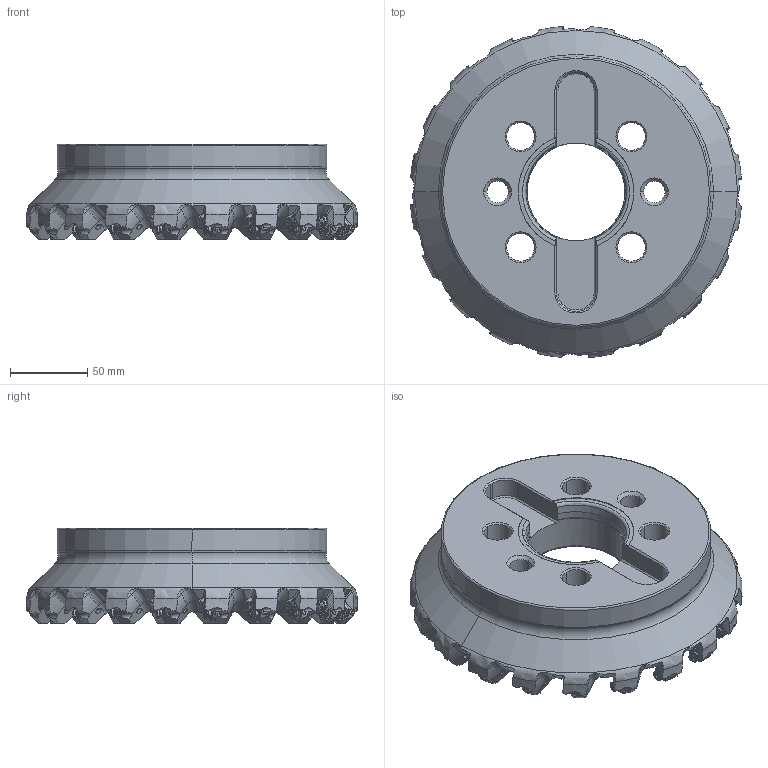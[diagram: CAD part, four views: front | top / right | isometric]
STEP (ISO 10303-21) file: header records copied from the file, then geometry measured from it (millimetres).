
FILE_DESCRIPTION(/* description */ (''),/* implementation_level */ '2;1');
FILE_NAME(/* name */ 'WSX445UR0820MN.stp',/* time_stamp */ '2021-09-08T11:36:23+09:00',/* author */ (''),/* organization */ (''),/* preprocessor_version */ 'ST-DEVELOPER v16',/* originating_system */ 'SIEMENS PLM Software NX 10.0',/* authorisation */ '');
FILE_SCHEMA (('AUTOMOTIVE_DESIGN { 1 0 10303 214 3 1 1 1 }'));
Products named in the file (1): WSX445UR0820MN_ASM
Bounding box: 214.62 x 214.62 x 61.75 mm (x, y, z)
Volume: 1056550.2 mm3; surface area: 128579.2 mm2
Topology: 21 solids, 21 shells, 2885 faces, 7470 edges, 4675 vertices
Faces by surface type: cylinder 866, plane 647, bspline 640, torus 296, extrusion 160, sphere 140, cone 136
Entity records: 209198 total; most frequent: CARTESIAN_POINT 144209, ORIENTED_EDGE 14860, DIRECTION 11424, EDGE_CURVE 7430, VERTEX_POINT 4588, AXIS2_PLACEMENT_3D 4574, B_SPLINE_CURVE_WITH_KNOTS 3074, EDGE_LOOP 2940
